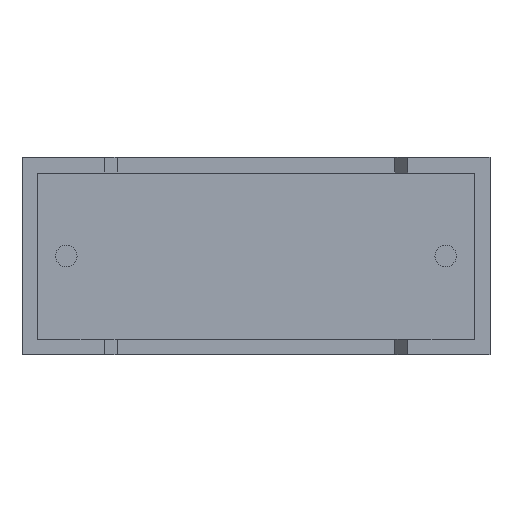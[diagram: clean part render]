
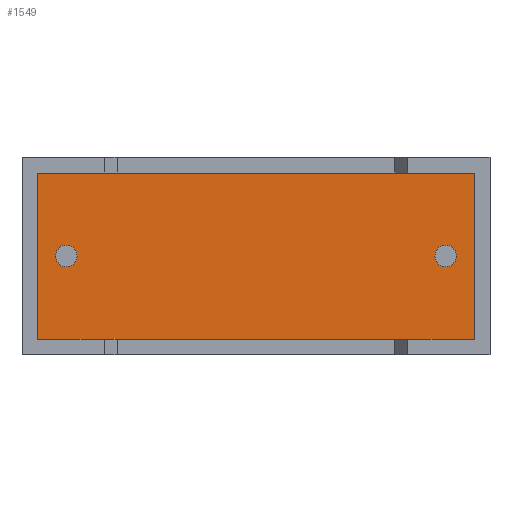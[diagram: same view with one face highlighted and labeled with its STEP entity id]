
A CAD part, front view. The second image highlights one B-rep face of the part: STEP entity #1549.
In plain terms, the highlighted planar face has unit normal (0, -1, 0).
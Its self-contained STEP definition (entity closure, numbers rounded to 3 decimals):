
#16 = ORIENTED_EDGE ( 'NONE', *, *, #2781, .T. ) ;
#82 = AXIS2_PLACEMENT_3D ( 'NONE', #1973, #1351, #377 ) ;
#109 = PLANE ( 'NONE',  #2448 ) ;
#113 = ORIENTED_EDGE ( 'NONE', *, *, #782, .T. ) ;
#127 = CIRCLE ( 'NONE', #1836, 0.425 ) ;
#131 = DIRECTION ( 'NONE',  ( 0., 0., -1. ) ) ;
#157 = EDGE_CURVE ( 'NONE', #1081, #1665, #166, .T. ) ;
#165 = CARTESIAN_POINT ( 'NONE',  ( 17.883, 0.75, 0.617 ) ) ;
#166 = LINE ( 'NONE', #1538, #957 ) ;
#191 = VERTEX_POINT ( 'NONE', #2625 ) ;
#238 = DIRECTION ( 'NONE',  ( 0., -1., 0. ) ) ;
#278 = ORIENTED_EDGE ( 'NONE', *, *, #1339, .F. ) ;
#330 = FACE_OUTER_BOUND ( 'NONE', #2709, .T. ) ;
#377 = DIRECTION ( 'NONE',  ( 0., 0., -1. ) ) ;
#390 = DIRECTION ( 'NONE',  ( 0., 0., -1. ) ) ;
#427 = CARTESIAN_POINT ( 'NONE',  ( 0.617, 0.75, 7.183 ) ) ;
#476 = CIRCLE ( 'NONE', #876, 0.425 ) ;
#488 = ORIENTED_EDGE ( 'NONE', *, *, #2653, .T. ) ;
#498 = CARTESIAN_POINT ( 'NONE',  ( 16.75, 0.75, 3.9 ) ) ;
#517 = CARTESIAN_POINT ( 'NONE',  ( 1.75, 0.75, 4.325 ) ) ;
#666 = VECTOR ( 'NONE', #1828, 1000. ) ;
#667 = LINE ( 'NONE', #427, #718 ) ;
#718 = VECTOR ( 'NONE', #390, 1000. ) ;
#733 = CARTESIAN_POINT ( 'NONE',  ( 16.75, 0.75, 4.325 ) ) ;
#782 = EDGE_CURVE ( 'NONE', #191, #2106, #2406, .T. ) ;
#811 = CARTESIAN_POINT ( 'NONE',  ( 16.75, 0.75, 3.475 ) ) ;
#813 = DIRECTION ( 'NONE',  ( 0., 0., -1. ) ) ;
#863 = CARTESIAN_POINT ( 'NONE',  ( 1.75, 0.75, 3.9 ) ) ;
#876 = AXIS2_PLACEMENT_3D ( 'NONE', #2362, #238, #1437 ) ;
#936 = VERTEX_POINT ( 'NONE', #811 ) ;
#957 = VECTOR ( 'NONE', #1331, 1000. ) ;
#1065 = EDGE_LOOP ( 'NONE', ( #278, #2519 ) ) ;
#1081 = VERTEX_POINT ( 'NONE', #2806 ) ;
#1116 = CARTESIAN_POINT ( 'NONE',  ( 0.617, 0.75, 7.183 ) ) ;
#1154 = ORIENTED_EDGE ( 'NONE', *, *, #157, .T. ) ;
#1251 = CIRCLE ( 'NONE', #2988, 0.425 ) ;
#1267 = CARTESIAN_POINT ( 'NONE',  ( 0., 0.75, 0. ) ) ;
#1329 = LINE ( 'NONE', #165, #666 ) ;
#1331 = DIRECTION ( 'NONE',  ( 1., 0., 0. ) ) ;
#1339 = EDGE_CURVE ( 'NONE', #2682, #2783, #1251, .T. ) ;
#1351 = DIRECTION ( 'NONE',  ( 0., -1., 0. ) ) ;
#1391 = VECTOR ( 'NONE', #2921, 1000. ) ;
#1437 = DIRECTION ( 'NONE',  ( 0., 0., -1. ) ) ;
#1438 = DIRECTION ( 'NONE',  ( 0., 0., -1. ) ) ;
#1519 = DIRECTION ( 'NONE',  ( 0., -1., 0. ) ) ;
#1538 = CARTESIAN_POINT ( 'NONE',  ( 0.617, 0.75, 0.617 ) ) ;
#1549 = ADVANCED_FACE ( 'NONE', ( #2929, #330, #2216 ), #109, .T. ) ;
#1665 = VERTEX_POINT ( 'NONE', #2780 ) ;
#1682 = EDGE_LOOP ( 'NONE', ( #2821, #2374 ) ) ;
#1727 = EDGE_CURVE ( 'NONE', #2934, #936, #127, .T. ) ;
#1813 = EDGE_CURVE ( 'NONE', #936, #2934, #2494, .T. ) ;
#1828 = DIRECTION ( 'NONE',  ( 0., 0., 1. ) ) ;
#1836 = AXIS2_PLACEMENT_3D ( 'NONE', #498, #2363, #1438 ) ;
#1973 = CARTESIAN_POINT ( 'NONE',  ( 16.75, 0.75, 3.9 ) ) ;
#2106 = VERTEX_POINT ( 'NONE', #1116 ) ;
#2216 = FACE_BOUND ( 'NONE', #1065, .T. ) ;
#2362 = CARTESIAN_POINT ( 'NONE',  ( 1.75, 0.75, 3.9 ) ) ;
#2363 = DIRECTION ( 'NONE',  ( 0., -1., 0. ) ) ;
#2374 = ORIENTED_EDGE ( 'NONE', *, *, #1813, .F. ) ;
#2406 = LINE ( 'NONE', #2431, #1391 ) ;
#2431 = CARTESIAN_POINT ( 'NONE',  ( 17.883, 0.75, 7.183 ) ) ;
#2442 = DIRECTION ( 'NONE',  ( 0., -1., 0. ) ) ;
#2448 = AXIS2_PLACEMENT_3D ( 'NONE', #1267, #2442, #813 ) ;
#2494 = CIRCLE ( 'NONE', #82, 0.425 ) ;
#2519 = ORIENTED_EDGE ( 'NONE', *, *, #2970, .F. ) ;
#2625 = CARTESIAN_POINT ( 'NONE',  ( 17.883, 0.75, 7.183 ) ) ;
#2653 = EDGE_CURVE ( 'NONE', #2106, #1081, #667, .T. ) ;
#2682 = VERTEX_POINT ( 'NONE', #517 ) ;
#2709 = EDGE_LOOP ( 'NONE', ( #488, #1154, #16, #113 ) ) ;
#2752 = CARTESIAN_POINT ( 'NONE',  ( 1.75, 0.75, 3.475 ) ) ;
#2780 = CARTESIAN_POINT ( 'NONE',  ( 17.883, 0.75, 0.617 ) ) ;
#2781 = EDGE_CURVE ( 'NONE', #1665, #191, #1329, .T. ) ;
#2783 = VERTEX_POINT ( 'NONE', #2752 ) ;
#2806 = CARTESIAN_POINT ( 'NONE',  ( 0.617, 0.75, 0.617 ) ) ;
#2821 = ORIENTED_EDGE ( 'NONE', *, *, #1727, .F. ) ;
#2921 = DIRECTION ( 'NONE',  ( -1., 0., 0. ) ) ;
#2929 = FACE_BOUND ( 'NONE', #1682, .T. ) ;
#2934 = VERTEX_POINT ( 'NONE', #733 ) ;
#2970 = EDGE_CURVE ( 'NONE', #2783, #2682, #476, .T. ) ;
#2988 = AXIS2_PLACEMENT_3D ( 'NONE', #863, #1519, #131 ) ;
